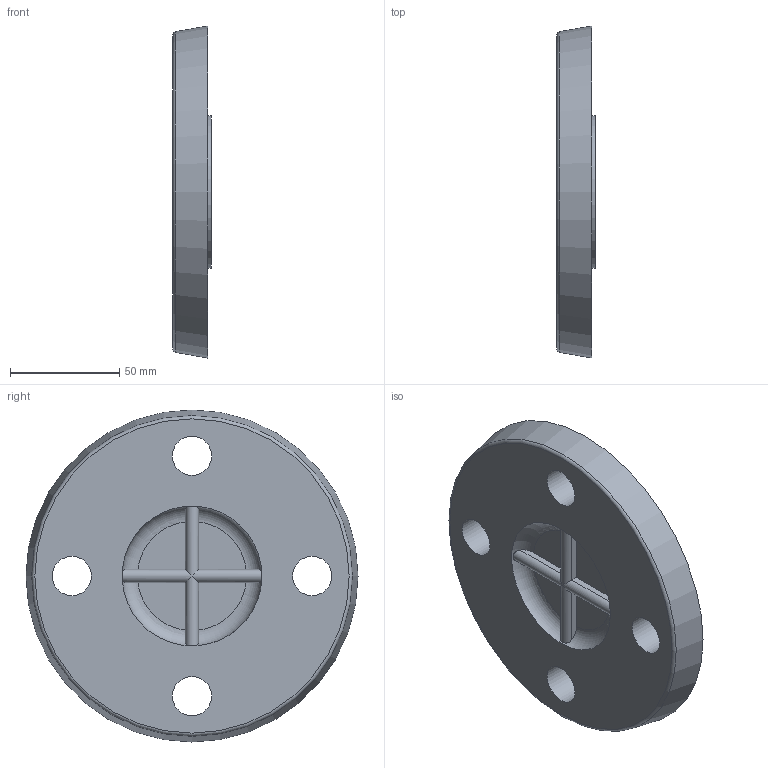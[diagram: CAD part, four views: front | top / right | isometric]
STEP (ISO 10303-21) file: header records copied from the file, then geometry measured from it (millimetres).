
FILE_DESCRIPTION(/* description */ (''),/* implementation_level */ '2;1');
FILE_NAME(/* name */ 'BF000500.stp',/* time_stamp */ '2016-10-25T16:04:59+02:00',/* author */ ('Gabriele'),/* organization */ (''),/* preprocessor_version */ 'ST-DEVELOPER v16.5',/* originating_system */ 'Autodesk Inventor 2017',/* authorisation */ '');
FILE_SCHEMA (('AUTOMOTIVE_DESIGN { 1 0 10303 214 3 1 1 }'));
Length unit declared in the file: millimetre
Products named in the file (1): BF000500
Bounding box: 17.5 x 152 x 152 mm (x, y, z)
Volume: 206281.1 mm3; surface area: 58100.9 mm2
Topology: 1 solids, 1 shells, 439 faces, 917 edges, 504 vertices
Faces by surface type: torus 162, cylinder 159, sphere 64, plane 53, cone 1
Full cylindrical faces by diameter (mm): 18 x4, 50 x1, 53.333 x1, 56.667 x1, 60 x1, 63.333 x1, 66.667 x1, 70 x1
Entity records: 11726 total; most frequent: DIRECTION 2456, CARTESIAN_POINT 1969, ORIENTED_EDGE 1796, AXIS2_PLACEMENT_3D 1122, EDGE_CURVE 898, CIRCLE 670, VERTEX_POINT 499, EDGE_LOOP 485
